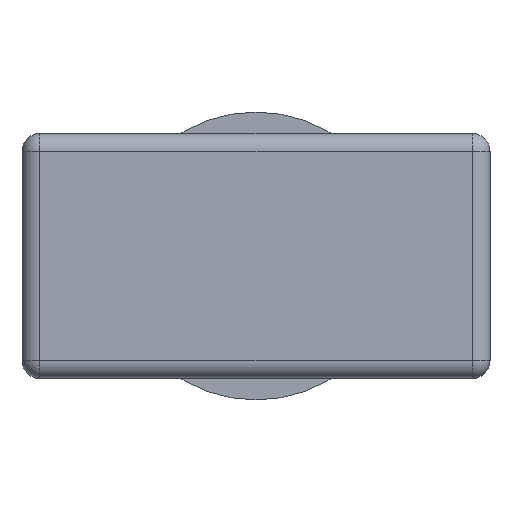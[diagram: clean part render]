
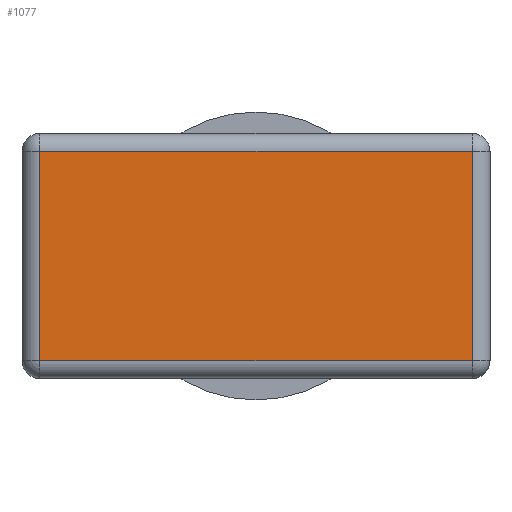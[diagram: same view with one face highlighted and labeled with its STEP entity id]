
A CAD part, front view. The second image highlights one B-rep face of the part: STEP entity #1077.
In plain terms, the highlighted planar face has unit normal (0, -1, 0).
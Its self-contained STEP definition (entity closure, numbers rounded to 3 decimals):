
#109 = DIRECTION ( 'NONE',  ( 0., 0., -1. ) ) ;
#116 = EDGE_CURVE ( 'NONE', #1056, #1506, #1030, .T. ) ;
#205 = CARTESIAN_POINT ( 'NONE',  ( 121.25, -1162.5, -58.75 ) ) ;
#208 = CARTESIAN_POINT ( 'NONE',  ( 131.25, -1162.5, -58.75 ) ) ;
#253 = FACE_OUTER_BOUND ( 'NONE', #288, .T. ) ;
#271 = DIRECTION ( 'NONE',  ( 0., 1., 0. ) ) ;
#280 = CARTESIAN_POINT ( 'NONE',  ( -121.25, -1162.5, 58.75 ) ) ;
#288 = EDGE_LOOP ( 'NONE', ( #1165, #599, #899, #1246 ) ) ;
#426 = EDGE_CURVE ( 'NONE', #953, #1623, #471, .T. ) ;
#429 = CARTESIAN_POINT ( 'NONE',  ( -121.25, -1162.5, -58.75 ) ) ;
#471 = LINE ( 'NONE', #1062, #1577 ) ;
#599 = ORIENTED_EDGE ( 'NONE', *, *, #116, .T. ) ;
#621 = DIRECTION ( 'NONE',  ( 0., 0., 1. ) ) ;
#633 = EDGE_CURVE ( 'NONE', #1506, #953, #1124, .T. ) ;
#758 = DIRECTION ( 'NONE',  ( -1., 0., 0. ) ) ;
#781 = CARTESIAN_POINT ( 'NONE',  ( -131.25, -1162.5, 58.75 ) ) ;
#899 = ORIENTED_EDGE ( 'NONE', *, *, #633, .T. ) ;
#902 = LINE ( 'NONE', #781, #912 ) ;
#912 = VECTOR ( 'NONE', #758, 1000. ) ;
#946 = AXIS2_PLACEMENT_3D ( 'NONE', #1587, #271, #1574 ) ;
#948 = PLANE ( 'NONE',  #946 ) ;
#953 = VERTEX_POINT ( 'NONE', #205 ) ;
#1030 = LINE ( 'NONE', #1145, #1603 ) ;
#1056 = VERTEX_POINT ( 'NONE', #280 ) ;
#1062 = CARTESIAN_POINT ( 'NONE',  ( 121.25, -1162.5, 68.75 ) ) ;
#1077 = ADVANCED_FACE ( 'NONE', ( #253 ), #948, .F. ) ;
#1124 = LINE ( 'NONE', #208, #1212 ) ;
#1145 = CARTESIAN_POINT ( 'NONE',  ( -121.25, -1162.5, 68.75 ) ) ;
#1165 = ORIENTED_EDGE ( 'NONE', *, *, #1551, .T. ) ;
#1183 = CARTESIAN_POINT ( 'NONE',  ( 121.25, -1162.5, 58.75 ) ) ;
#1212 = VECTOR ( 'NONE', #1667, 1000. ) ;
#1246 = ORIENTED_EDGE ( 'NONE', *, *, #426, .T. ) ;
#1506 = VERTEX_POINT ( 'NONE', #429 ) ;
#1551 = EDGE_CURVE ( 'NONE', #1623, #1056, #902, .T. ) ;
#1574 = DIRECTION ( 'NONE',  ( 0., 0., 1. ) ) ;
#1577 = VECTOR ( 'NONE', #621, 1000. ) ;
#1587 = CARTESIAN_POINT ( 'NONE',  ( -131.25, -1162.5, 68.75 ) ) ;
#1603 = VECTOR ( 'NONE', #109, 1000. ) ;
#1623 = VERTEX_POINT ( 'NONE', #1183 ) ;
#1667 = DIRECTION ( 'NONE',  ( 1., 0., 0. ) ) ;
